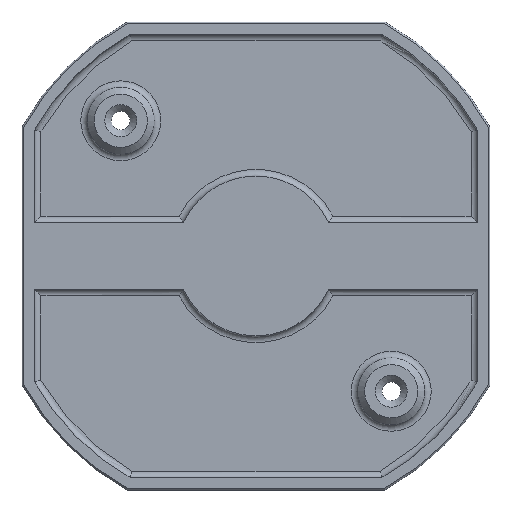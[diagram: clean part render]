
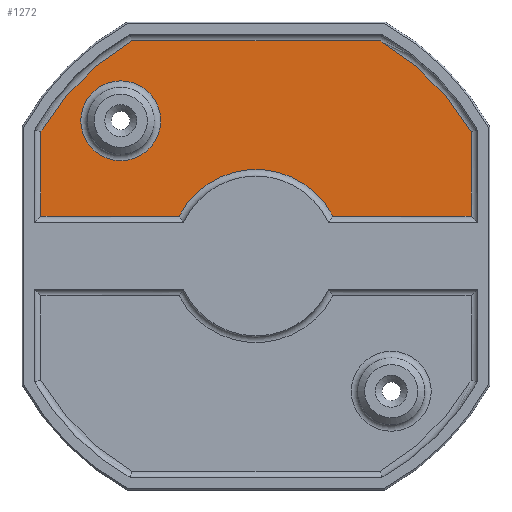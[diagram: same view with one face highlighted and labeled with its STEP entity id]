
A CAD part, top view. The second image highlights one B-rep face of the part: STEP entity #1272.
In plain terms, the highlighted planar face has unit normal (0, 0, 1).
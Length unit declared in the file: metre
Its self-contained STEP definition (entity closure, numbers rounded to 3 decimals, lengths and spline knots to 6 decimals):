
#121=CIRCLE('',#1423,0.0373);
#122=CIRCLE('',#1428,0.013);
#123=CIRCLE('',#1433,0.0373);
#125=CIRCLE('',#1437,0.006);
#489=ORIENTED_EDGE('',*,*,#669,.F.);
#490=ORIENTED_EDGE('',*,*,#667,.F.);
#491=ORIENTED_EDGE('',*,*,#653,.F.);
#492=ORIENTED_EDGE('',*,*,#656,.F.);
#493=ORIENTED_EDGE('',*,*,#658,.F.);
#494=ORIENTED_EDGE('',*,*,#660,.F.);
#495=ORIENTED_EDGE('',*,*,#662,.F.);
#496=ORIENTED_EDGE('',*,*,#663,.F.);
#497=ORIENTED_EDGE('',*,*,#665,.F.);
#653=EDGE_CURVE('',#766,#767,#859,.T.);
#656=EDGE_CURVE('',#768,#766,#121,.T.);
#658=EDGE_CURVE('',#769,#768,#860,.T.);
#660=EDGE_CURVE('',#770,#769,#861,.T.);
#662=EDGE_CURVE('',#771,#770,#122,.T.);
#663=EDGE_CURVE('',#772,#771,#862,.T.);
#665=EDGE_CURVE('',#773,#772,#863,.T.);
#667=EDGE_CURVE('',#767,#773,#123,.T.);
#669=EDGE_CURVE('',#775,#775,#125,.T.);
#766=VERTEX_POINT('',#2236);
#767=VERTEX_POINT('',#2238);
#768=VERTEX_POINT('',#2268);
#769=VERTEX_POINT('',#2272);
#770=VERTEX_POINT('',#2289);
#771=VERTEX_POINT('',#2306);
#772=VERTEX_POINT('',#2310);
#773=VERTEX_POINT('',#2314);
#775=VERTEX_POINT('',#2336);
#859=LINE('',#2237,#947);
#860=LINE('',#2273,#948);
#861=LINE('',#2290,#949);
#862=LINE('',#2309,#950);
#863=LINE('',#2313,#951);
#947=VECTOR('',#1794,1.);
#948=VECTOR('',#1803,1.);
#949=VECTOR('',#1806,1.);
#950=VECTOR('',#1813,1.);
#951=VECTOR('',#1818,1.);
#1054=EDGE_LOOP('',(#489));
#1055=EDGE_LOOP('',(#490,#491,#492,#493,#494,#495,#496,#497));
#1160=FACE_BOUND('',#1054,.T.);
#1161=FACE_BOUND('',#1055,.T.);
#1189=PLANE('',#1436);
#1272=ADVANCED_FACE('',(#1160,#1161),#1189,.F.);
#1423=AXIS2_PLACEMENT_3D('',#2269,#1797,#1798);
#1428=AXIS2_PLACEMENT_3D('',#2307,#1809,#1810);
#1433=AXIS2_PLACEMENT_3D('',#2330,#1821,#1822);
#1436=AXIS2_PLACEMENT_3D('',#2334,#1827,#1828);
#1437=AXIS2_PLACEMENT_3D('',#2335,#1829,#1830);
#1794=DIRECTION('',(1.,0.,0.));
#1797=DIRECTION('',(0.,0.,-1.));
#1798=DIRECTION('',(-1.,0.,0.));
#1803=DIRECTION('',(0.,1.,0.));
#1806=DIRECTION('',(-1.,0.,0.));
#1809=DIRECTION('',(0.,0.,1.));
#1810=DIRECTION('',(0.,1.,0.));
#1813=DIRECTION('',(-1.,0.,0.));
#1818=DIRECTION('',(0.,-1.,0.));
#1821=DIRECTION('',(0.,0.,-1.));
#1822=DIRECTION('',(0.707,0.707,0.));
#1827=DIRECTION('',(0.,0.,-1.));
#1828=DIRECTION('',(1.,0.,0.));
#1829=DIRECTION('',(0.,0.,1.));
#1830=DIRECTION('',(-1.,0.,0.));
#2236=CARTESIAN_POINT('',(-0.018655,0.0323,-0.0036));
#2237=CARTESIAN_POINT('',(-0.00946,0.0323,-0.0036));
#2238=CARTESIAN_POINT('',(0.018655,0.0323,-0.0036));
#2268=CARTESIAN_POINT('',(-0.0323,0.018655,-0.0036));
#2269=CARTESIAN_POINT('',(0.,0.,-0.0036));
#2272=CARTESIAN_POINT('',(-0.0323,0.006,-0.0036));
#2273=CARTESIAN_POINT('',(-0.0323,-0.00946,-0.0036));
#2289=CARTESIAN_POINT('',(-0.011533,0.006,-0.0036));
#2290=CARTESIAN_POINT('',(0.01665,0.006,-0.0036));
#2306=CARTESIAN_POINT('',(0.011533,0.006,-0.0036));
#2307=CARTESIAN_POINT('',(0.,0.,-0.0036));
#2309=CARTESIAN_POINT('',(0.01665,0.006,-0.0036));
#2310=CARTESIAN_POINT('',(0.0323,0.006,-0.0036));
#2313=CARTESIAN_POINT('',(0.0323,0.00946,-0.0036));
#2314=CARTESIAN_POINT('',(0.0323,0.018655,-0.0036));
#2330=CARTESIAN_POINT('',(0.,0.,-0.0036));
#2334=CARTESIAN_POINT('',(0.,0.,-0.0036));
#2335=CARTESIAN_POINT('',(-0.02032,0.02032,-0.0036));
#2336=CARTESIAN_POINT('',(-0.02632,0.02032,-0.0036));
